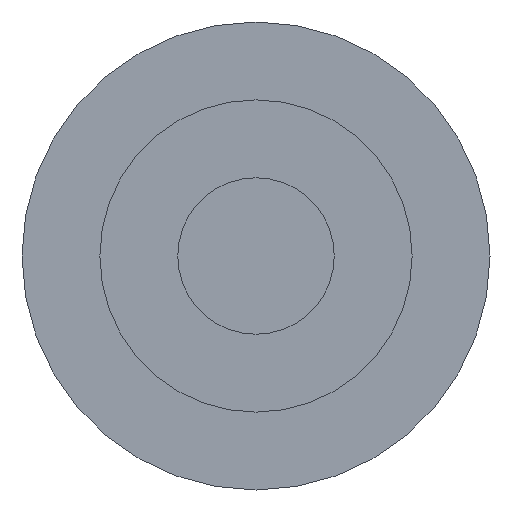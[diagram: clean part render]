
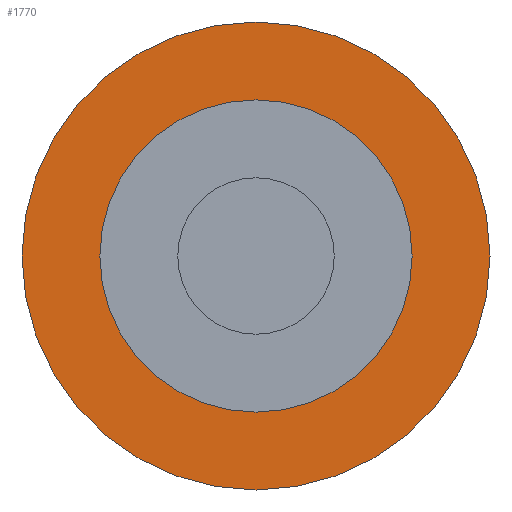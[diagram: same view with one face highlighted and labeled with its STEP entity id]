
A CAD part, front view. The second image highlights one B-rep face of the part: STEP entity #1770.
In plain terms, the highlighted planar face has unit normal (0, -1, 0).
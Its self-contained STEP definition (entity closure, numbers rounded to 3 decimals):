
#304=CARTESIAN_POINT('',(0.,-0.004,0.));
#305=DIRECTION('',(0.,-1.,0.));
#306=DIRECTION('',(1.,0.,0.));
#307=AXIS2_PLACEMENT_3D('',#304,#305,#306);
#317=CARTESIAN_POINT('',(0.,-0.004,0.));
#318=DIRECTION('',(0.,1.,0.));
#319=DIRECTION('',(1.,0.,0.));
#320=AXIS2_PLACEMENT_3D('',#317,#318,#319);
#322=CARTESIAN_POINT('',(0.,-0.004,0.));
#323=DIRECTION('',(0.,-1.,0.));
#324=DIRECTION('',(1.,0.,0.));
#325=AXIS2_PLACEMENT_3D('',#322,#323,#324);
#327=CARTESIAN_POINT('',(0.,-0.004,0.));
#328=DIRECTION('',(0.,1.,0.));
#329=DIRECTION('',(1.,0.,0.));
#330=AXIS2_PLACEMENT_3D('',#327,#328,#329);
#1108=CARTESIAN_POINT('',(1.504,-0.004,0.));
#1110=VERTEX_POINT('',#1108);
#1111=CARTESIAN_POINT('',(2.254,-0.004,0.));
#1113=VERTEX_POINT('',#1111);
#1120=CARTESIAN_POINT('',(-1.504,-0.004,0.));
#1122=VERTEX_POINT('',#1120);
#1123=CARTESIAN_POINT('',(-2.254,-0.004,0.));
#1125=VERTEX_POINT('',#1123);
#1755=CARTESIAN_POINT('',(0.,-0.004,0.));
#1756=DIRECTION('',(0.,-1.,0.));
#1757=DIRECTION('',(-1.,0.,0.));
#1758=AXIS2_PLACEMENT_3D('',#1755,#1756,#1757);
#1759=PLANE('',#1758);
#1760=ORIENTED_EDGE('',*,*,#1750,.T.);
#1761=ORIENTED_EDGE('',*,*,#1734,.F.);
#1762=EDGE_LOOP('',(#1760,#1761));
#1763=FACE_OUTER_BOUND('',#1762,.F.);
#1765=ORIENTED_EDGE('',*,*,#1764,.T.);
#1767=ORIENTED_EDGE('',*,*,#1766,.F.);
#1768=EDGE_LOOP('',(#1765,#1767));
#1769=FACE_BOUND('',#1768,.F.);
#1770=ADVANCED_FACE('',(#1763,#1769),#1759,.T.);
#308=CIRCLE('',#307,2.254);
#321=CIRCLE('',#320,2.254);
#326=CIRCLE('',#325,1.504);
#331=CIRCLE('',#330,1.504);
#1734=EDGE_CURVE('',#1113,#1125,#308,.T.);
#1750=EDGE_CURVE('',#1113,#1125,#321,.T.);
#1764=EDGE_CURVE('',#1110,#1122,#326,.T.);
#1766=EDGE_CURVE('',#1110,#1122,#331,.T.);
